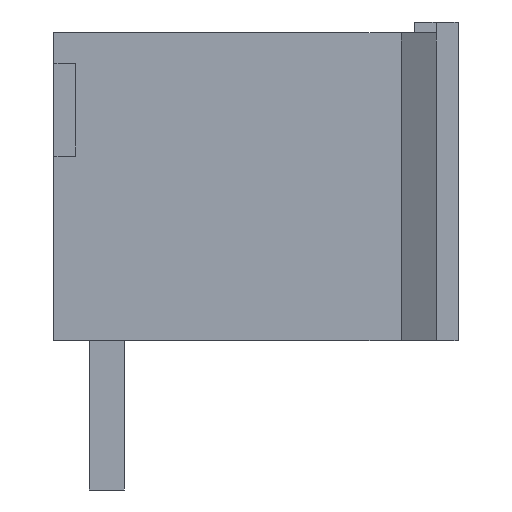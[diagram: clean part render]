
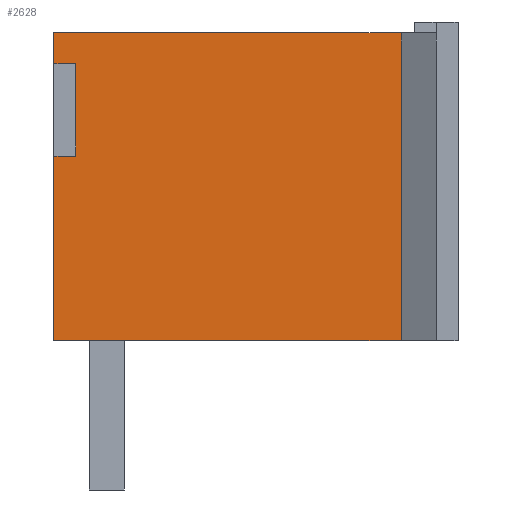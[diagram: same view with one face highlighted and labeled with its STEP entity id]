
A CAD part, left-side view. The second image highlights one B-rep face of the part: STEP entity #2628.
In plain terms, the highlighted planar face has unit normal (-1, 0, 0).
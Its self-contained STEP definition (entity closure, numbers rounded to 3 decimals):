
#160 = VERTEX_POINT('',#161);
#161 = CARTESIAN_POINT('',(-7.5,-6.725,7.1));
#167 = EDGE_CURVE('',#160,#168,#170,.T.);
#168 = VERTEX_POINT('',#169);
#169 = CARTESIAN_POINT('',(-7.5,1.175,7.1));
#170 = LINE('',#171,#172);
#171 = CARTESIAN_POINT('',(-7.5,-6.725,7.1));
#172 = VECTOR('',#173,1.);
#173 = DIRECTION('',(0.,1.,0.));
#513 = EDGE_CURVE('',#168,#514,#516,.T.);
#514 = VERTEX_POINT('',#515);
#515 = CARTESIAN_POINT('',(-7.5,1.175,6.4));
#516 = LINE('',#517,#518);
#517 = CARTESIAN_POINT('',(-7.5,1.175,7.1));
#518 = VECTOR('',#519,1.);
#519 = DIRECTION('',(0.,0.,-1.));
#538 = VERTEX_POINT('',#539);
#539 = CARTESIAN_POINT('',(-7.5,1.175,4.3));
#545 = EDGE_CURVE('',#538,#546,#548,.T.);
#546 = VERTEX_POINT('',#547);
#547 = CARTESIAN_POINT('',(-7.5,1.175,0.1));
#548 = LINE('',#549,#550);
#549 = CARTESIAN_POINT('',(-7.5,1.175,4.3));
#550 = VECTOR('',#551,1.);
#551 = DIRECTION('',(0.,0.,-1.));
#2628 = ADVANCED_FACE('',(#2629),#2670,.T.);
#2629 = FACE_BOUND('',#2630,.F.);
#2630 = EDGE_LOOP('',(#2631,#2641,#2647,#2648,#2649,#2657,#2663,#2664));
#2631 = ORIENTED_EDGE('',*,*,#2632,.T.);
#2632 = EDGE_CURVE('',#2633,#2635,#2637,.T.);
#2633 = VERTEX_POINT('',#2634);
#2634 = CARTESIAN_POINT('',(-7.5,0.675,4.3));
#2635 = VERTEX_POINT('',#2636);
#2636 = CARTESIAN_POINT('',(-7.5,0.675,6.4));
#2637 = LINE('',#2638,#2639);
#2638 = CARTESIAN_POINT('',(-7.5,0.675,4.3));
#2639 = VECTOR('',#2640,1.);
#2640 = DIRECTION('',(0.,0.,1.));
#2641 = ORIENTED_EDGE('',*,*,#2642,.F.);
#2642 = EDGE_CURVE('',#514,#2635,#2643,.T.);
#2643 = LINE('',#2644,#2645);
#2644 = CARTESIAN_POINT('',(-7.5,1.175,6.4));
#2645 = VECTOR('',#2646,1.);
#2646 = DIRECTION('',(0.,-1.,0.));
#2647 = ORIENTED_EDGE('',*,*,#513,.F.);
#2648 = ORIENTED_EDGE('',*,*,#167,.F.);
#2649 = ORIENTED_EDGE('',*,*,#2650,.T.);
#2650 = EDGE_CURVE('',#160,#2651,#2653,.T.);
#2651 = VERTEX_POINT('',#2652);
#2652 = CARTESIAN_POINT('',(-7.5,-6.725,0.1));
#2653 = LINE('',#2654,#2655);
#2654 = CARTESIAN_POINT('',(-7.5,-6.725,7.1));
#2655 = VECTOR('',#2656,1.);
#2656 = DIRECTION('',(0.,0.,-1.));
#2657 = ORIENTED_EDGE('',*,*,#2658,.T.);
#2658 = EDGE_CURVE('',#2651,#546,#2659,.T.);
#2659 = LINE('',#2660,#2661);
#2660 = CARTESIAN_POINT('',(-7.5,-6.725,0.1));
#2661 = VECTOR('',#2662,1.);
#2662 = DIRECTION('',(0.,1.,0.));
#2663 = ORIENTED_EDGE('',*,*,#545,.F.);
#2664 = ORIENTED_EDGE('',*,*,#2665,.T.);
#2665 = EDGE_CURVE('',#538,#2633,#2666,.T.);
#2666 = LINE('',#2667,#2668);
#2667 = CARTESIAN_POINT('',(-7.5,1.175,4.3));
#2668 = VECTOR('',#2669,1.);
#2669 = DIRECTION('',(0.,-1.,0.));
#2670 = PLANE('',#2671);
#2671 = AXIS2_PLACEMENT_3D('',#2672,#2673,#2674);
#2672 = CARTESIAN_POINT('',(-7.5,-6.725,7.1));
#2673 = DIRECTION('',(-1.,0.,0.));
#2674 = DIRECTION('',(0.,1.,0.));
